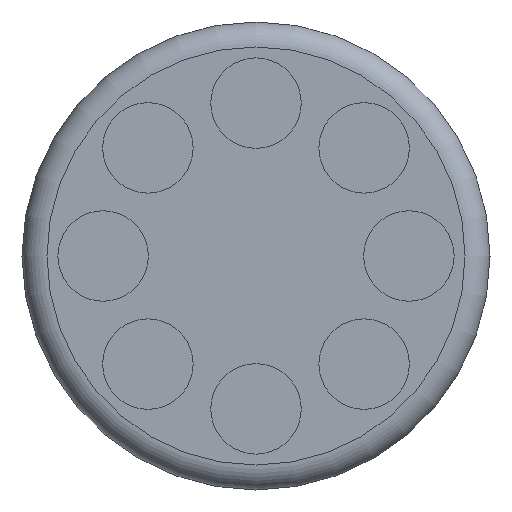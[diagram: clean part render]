
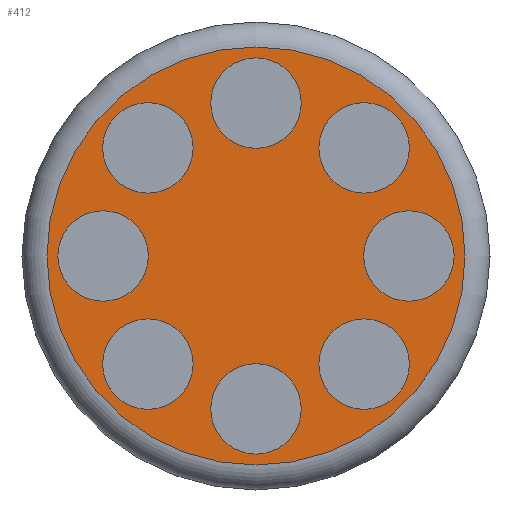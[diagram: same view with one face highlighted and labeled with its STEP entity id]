
A CAD part, left-side view. The second image highlights one B-rep face of the part: STEP entity #412.
In plain terms, the highlighted planar face has unit normal (-1, 0, 0).
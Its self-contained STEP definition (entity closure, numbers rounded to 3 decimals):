
#33=FACE_BOUND('',#167,.T.);
#34=FACE_BOUND('',#168,.T.);
#35=FACE_BOUND('',#169,.T.);
#36=FACE_BOUND('',#170,.T.);
#37=FACE_BOUND('',#171,.T.);
#38=FACE_BOUND('',#172,.T.);
#39=FACE_BOUND('',#173,.T.);
#40=FACE_BOUND('',#174,.T.);
#41=FACE_BOUND('',#175,.T.);
#167=EDGE_LOOP('',(#342));
#168=EDGE_LOOP('',(#343));
#169=EDGE_LOOP('',(#344));
#170=EDGE_LOOP('',(#345));
#171=EDGE_LOOP('',(#346));
#172=EDGE_LOOP('',(#347));
#173=EDGE_LOOP('',(#348));
#174=EDGE_LOOP('',(#349));
#175=EDGE_LOOP('',(#350));
#217=CIRCLE('',#475,6.7);
#219=CIRCLE('',#479,1.45);
#220=CIRCLE('',#480,1.45);
#221=CIRCLE('',#481,1.45);
#222=CIRCLE('',#482,1.45);
#223=CIRCLE('',#483,1.45);
#224=CIRCLE('',#484,1.45);
#225=CIRCLE('',#485,1.45);
#226=CIRCLE('',#486,1.45);
#252=VERTEX_POINT('',#716);
#254=VERTEX_POINT('',#722);
#255=VERTEX_POINT('',#724);
#256=VERTEX_POINT('',#726);
#257=VERTEX_POINT('',#728);
#258=VERTEX_POINT('',#730);
#259=VERTEX_POINT('',#732);
#260=VERTEX_POINT('',#734);
#261=VERTEX_POINT('',#736);
#287=EDGE_CURVE('',#252,#252,#217,.T.);
#289=EDGE_CURVE('',#254,#254,#219,.T.);
#290=EDGE_CURVE('',#255,#255,#220,.T.);
#291=EDGE_CURVE('',#256,#256,#221,.T.);
#292=EDGE_CURVE('',#257,#257,#222,.T.);
#293=EDGE_CURVE('',#258,#258,#223,.T.);
#294=EDGE_CURVE('',#259,#259,#224,.T.);
#295=EDGE_CURVE('',#260,#260,#225,.T.);
#296=EDGE_CURVE('',#261,#261,#226,.T.);
#342=ORIENTED_EDGE('',*,*,#289,.T.);
#343=ORIENTED_EDGE('',*,*,#290,.T.);
#344=ORIENTED_EDGE('',*,*,#291,.T.);
#345=ORIENTED_EDGE('',*,*,#292,.T.);
#346=ORIENTED_EDGE('',*,*,#293,.T.);
#347=ORIENTED_EDGE('',*,*,#294,.T.);
#348=ORIENTED_EDGE('',*,*,#295,.T.);
#349=ORIENTED_EDGE('',*,*,#296,.T.);
#350=ORIENTED_EDGE('',*,*,#287,.F.);
#384=PLANE('',#478);
#412=ADVANCED_FACE('',(#33,#34,#35,#36,#37,#38,#39,#40,#41),#384,.T.);
#475=AXIS2_PLACEMENT_3D('',#717,#599,#600);
#478=AXIS2_PLACEMENT_3D('',#721,#605,#606);
#479=AXIS2_PLACEMENT_3D('',#723,#607,#608);
#480=AXIS2_PLACEMENT_3D('',#725,#609,#610);
#481=AXIS2_PLACEMENT_3D('',#727,#611,#612);
#482=AXIS2_PLACEMENT_3D('',#729,#613,#614);
#483=AXIS2_PLACEMENT_3D('',#731,#615,#616);
#484=AXIS2_PLACEMENT_3D('',#733,#617,#618);
#485=AXIS2_PLACEMENT_3D('',#735,#619,#620);
#486=AXIS2_PLACEMENT_3D('',#737,#621,#622);
#599=DIRECTION('center_axis',(1.,0.,0.));
#600=DIRECTION('ref_axis',(0.,-1.,0.));
#605=DIRECTION('center_axis',(-1.,0.,0.));
#606=DIRECTION('ref_axis',(0.,0.,1.));
#607=DIRECTION('center_axis',(1.,0.,0.));
#608=DIRECTION('ref_axis',(0.,-1.,0.));
#609=DIRECTION('center_axis',(1.,0.,0.));
#610=DIRECTION('ref_axis',(0.,-1.,0.));
#611=DIRECTION('center_axis',(1.,0.,0.));
#612=DIRECTION('ref_axis',(0.,-1.,0.));
#613=DIRECTION('center_axis',(1.,0.,0.));
#614=DIRECTION('ref_axis',(0.,-1.,0.));
#615=DIRECTION('center_axis',(1.,0.,0.));
#616=DIRECTION('ref_axis',(0.,-1.,0.));
#617=DIRECTION('center_axis',(1.,0.,0.));
#618=DIRECTION('ref_axis',(0.,-1.,0.));
#619=DIRECTION('center_axis',(1.,0.,0.));
#620=DIRECTION('ref_axis',(0.,-1.,0.));
#621=DIRECTION('center_axis',(1.,0.,0.));
#622=DIRECTION('ref_axis',(0.,-1.,0.));
#716=CARTESIAN_POINT('',(-35.9,6.7,0.));
#717=CARTESIAN_POINT('Origin',(-35.9,0.,0.));
#721=CARTESIAN_POINT('Origin',(-35.9,0.,0.));
#722=CARTESIAN_POINT('',(-35.9,1.45,4.9));
#723=CARTESIAN_POINT('Origin',(-35.9,0.,4.9));
#724=CARTESIAN_POINT('',(-35.9,-2.015,3.465));
#725=CARTESIAN_POINT('Origin',(-35.9,-3.465,3.465));
#726=CARTESIAN_POINT('',(-35.9,-3.45,0.));
#727=CARTESIAN_POINT('Origin',(-35.9,-4.9,0.));
#728=CARTESIAN_POINT('',(-35.9,-2.015,-3.465));
#729=CARTESIAN_POINT('Origin',(-35.9,-3.465,-3.465));
#730=CARTESIAN_POINT('',(-35.9,1.45,-4.9));
#731=CARTESIAN_POINT('Origin',(-35.9,0.,-4.9));
#732=CARTESIAN_POINT('',(-35.9,4.915,-3.465));
#733=CARTESIAN_POINT('Origin',(-35.9,3.465,-3.465));
#734=CARTESIAN_POINT('',(-35.9,6.35,0.));
#735=CARTESIAN_POINT('Origin',(-35.9,4.9,0.));
#736=CARTESIAN_POINT('',(-35.9,4.915,3.465));
#737=CARTESIAN_POINT('Origin',(-35.9,3.465,3.465));
